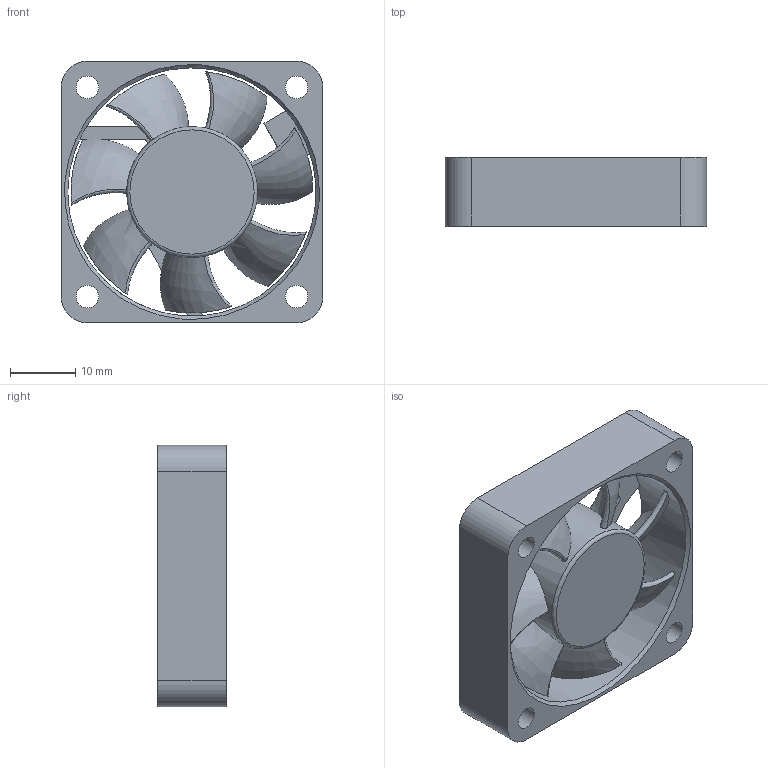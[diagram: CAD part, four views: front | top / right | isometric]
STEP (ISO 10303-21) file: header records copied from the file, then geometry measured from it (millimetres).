
FILE_DESCRIPTION(/* description */ (''),/* implementation_level */ '2;1');
FILE_NAME(/* name */ 'Axial Fan 4010.step',/* time_stamp */ '2024-04-06T13:39:00+02:00',/* author */ (''),/* organization */ (''),/* preprocessor_version */ 'ST-DEVELOPER v20',/* originating_system */ 'Autodesk Translation Framework v12.20.1.177',/* authorisation */ '');
FILE_SCHEMA (('AUTOMOTIVE_DESIGN { 1 0 10303 214 3 1 1 }'));
Length unit declared in the file: millimetre
Products named in the file (1): (Unsaved)
Bounding box: 40 x 10.5 x 40 mm (x, y, z)
Volume: 8418.1 mm3; surface area: 7092 mm2
Topology: 1 solids, 1 shells, 74 faces, 194 edges, 127 vertices
Faces by surface type: plane 29, cylinder 26, bspline 14, cone 4, torus 1
Full cylindrical faces by diameter (mm): 3.45 x4, 18.8 x1, 19.2 x1, 20 x1, 38 x1
Entity records: 7630 total; most frequent: CARTESIAN_POINT 5815, ORIENTED_EDGE 388, DIRECTION 327, EDGE_CURVE 194, VERTEX_POINT 127, AXIS2_PLACEMENT_3D 120, EDGE_LOOP 93, LINE 87
